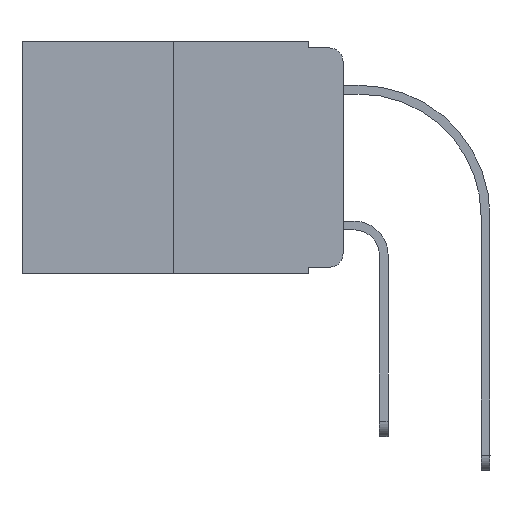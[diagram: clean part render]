
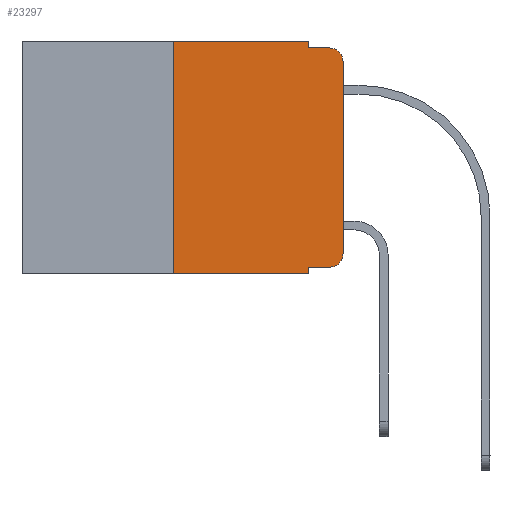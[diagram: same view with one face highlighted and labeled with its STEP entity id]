
A CAD part, left-side view. The second image highlights one B-rep face of the part: STEP entity #23297.
In plain terms, the highlighted planar face has unit normal (-1, 0, 0).
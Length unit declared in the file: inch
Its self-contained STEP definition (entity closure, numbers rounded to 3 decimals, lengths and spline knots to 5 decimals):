
#41 = CARTESIAN_POINT ( 'NONE',  ( 0., 0.473, 0. ) ) ;
#303 = ORIENTED_EDGE ( 'NONE', *, *, #11970, .T. ) ;
#1057 = ORIENTED_EDGE ( 'NONE', *, *, #9149, .F. ) ;
#1080 = VECTOR ( 'NONE', #23637, 39.37008 ) ;
#1147 = DIRECTION ( 'NONE',  ( 0., 0., 1. ) ) ;
#1237 = CARTESIAN_POINT ( 'NONE',  ( 0., 0.25, -0.343 ) ) ;
#1508 = EDGE_CURVE ( 'NONE', #23753, #22548, #12851, .T. ) ;
#1894 = EDGE_CURVE ( 'NONE', #22548, #15234, #3950, .T. ) ;
#2171 = EDGE_CURVE ( 'NONE', #9374, #9299, #19902, .T. ) ;
#2532 = VERTEX_POINT ( 'NONE', #25160 ) ;
#2646 = CARTESIAN_POINT ( 'NONE',  ( 0., 0.473, 0. ) ) ;
#2788 = LINE ( 'NONE', #2646, #12654 ) ;
#2950 = EDGE_LOOP ( 'NONE', ( #15752, #11923, #20630, #1057, #16659, #14834, #303, #15383, #16272, #7119 ) ) ;
#3086 = LINE ( 'NONE', #12632, #3388 ) ;
#3281 = DIRECTION ( 'NONE',  ( -1., 0., 0. ) ) ;
#3388 = VECTOR ( 'NONE', #20514, 39.37008 ) ;
#3622 = VECTOR ( 'NONE', #8561, 39.37008 ) ;
#3642 = VERTEX_POINT ( 'NONE', #7894 ) ;
#3873 = VECTOR ( 'NONE', #15053, 39.37008 ) ;
#3950 = CIRCLE ( 'NONE', #14661, 0.02 ) ;
#4446 = LINE ( 'NONE', #10624, #3622 ) ;
#5137 = VECTOR ( 'NONE', #16591, 39.37008 ) ;
#5251 = LINE ( 'NONE', #11437, #3873 ) ;
#5455 = CARTESIAN_POINT ( 'NONE',  ( 0., 0.25, 0. ) ) ;
#7119 = ORIENTED_EDGE ( 'NONE', *, *, #22600, .T. ) ;
#7134 = DIRECTION ( 'NONE',  ( 0., 0., -1. ) ) ;
#7145 = AXIS2_PLACEMENT_3D ( 'NONE', #41, #8144, #23872 ) ;
#7303 = CARTESIAN_POINT ( 'NONE',  ( 0., 0., 0. ) ) ;
#7358 = VERTEX_POINT ( 'NONE', #23329 ) ;
#7758 = FACE_OUTER_BOUND ( 'NONE', #2950, .T. ) ;
#7894 = CARTESIAN_POINT ( 'NONE',  ( 0., 0.051, -0.343 ) ) ;
#8144 = DIRECTION ( 'NONE',  ( 1., 0., 0. ) ) ;
#8369 = CARTESIAN_POINT ( 'NONE',  ( 0., 0.02, -0.313 ) ) ;
#8561 = DIRECTION ( 'NONE',  ( 0., 0., -1. ) ) ;
#9149 = EDGE_CURVE ( 'NONE', #20506, #7358, #4446, .T. ) ;
#9299 = VERTEX_POINT ( 'NONE', #5455 ) ;
#9374 = VERTEX_POINT ( 'NONE', #1237 ) ;
#9972 = CARTESIAN_POINT ( 'NONE',  ( 0., 0.25, 0. ) ) ;
#10401 = CIRCLE ( 'NONE', #22785, 0.02 ) ;
#10624 = CARTESIAN_POINT ( 'NONE',  ( 0., 0.051, 0. ) ) ;
#11437 = CARTESIAN_POINT ( 'NONE',  ( 0., 0.473, -0.343 ) ) ;
#11923 = ORIENTED_EDGE ( 'NONE', *, *, #1894, .T. ) ;
#11970 = EDGE_CURVE ( 'NONE', #9374, #3642, #5251, .T. ) ;
#12061 = DIRECTION ( 'NONE',  ( 0., -1., 0. ) ) ;
#12275 = VECTOR ( 'NONE', #1147, 39.37008 ) ;
#12632 = CARTESIAN_POINT ( 'NONE',  ( 0., 0.051, 0. ) ) ;
#12654 = VECTOR ( 'NONE', #12061, 39.37008 ) ;
#12851 = LINE ( 'NONE', #7303, #12275 ) ;
#13210 = CARTESIAN_POINT ( 'NONE',  ( 0., 0.02, -0.01 ) ) ;
#14305 = EDGE_CURVE ( 'NONE', #7358, #15234, #20804, .T. ) ;
#14661 = AXIS2_PLACEMENT_3D ( 'NONE', #20711, #3281, #7134 ) ;
#14834 = ORIENTED_EDGE ( 'NONE', *, *, #2171, .F. ) ;
#15053 = DIRECTION ( 'NONE',  ( 0., -1., 0. ) ) ;
#15148 = VERTEX_POINT ( 'NONE', #17000 ) ;
#15234 = VERTEX_POINT ( 'NONE', #13210 ) ;
#15383 = ORIENTED_EDGE ( 'NONE', *, *, #21440, .F. ) ;
#15752 = ORIENTED_EDGE ( 'NONE', *, *, #1508, .T. ) ;
#16272 = ORIENTED_EDGE ( 'NONE', *, *, #24392, .T. ) ;
#16467 = CARTESIAN_POINT ( 'NONE',  ( 0., 0.051, -0.333 ) ) ;
#16591 = DIRECTION ( 'NONE',  ( 0., -1., 0. ) ) ;
#16659 = ORIENTED_EDGE ( 'NONE', *, *, #16871, .F. ) ;
#16871 = EDGE_CURVE ( 'NONE', #9299, #20506, #2788, .T. ) ;
#16925 = VECTOR ( 'NONE', #20947, 39.37008 ) ;
#16968 = CARTESIAN_POINT ( 'NONE',  ( 0., 0.051, -0.01 ) ) ;
#17000 = CARTESIAN_POINT ( 'NONE',  ( 0., 0.02, -0.333 ) ) ;
#19869 = DIRECTION ( 'NONE',  ( -1., 0., 0. ) ) ;
#19885 = PLANE ( 'NONE',  #7145 ) ;
#19902 = LINE ( 'NONE', #9972, #1080 ) ;
#20506 = VERTEX_POINT ( 'NONE', #20581 ) ;
#20514 = DIRECTION ( 'NONE',  ( 0., 0., -1. ) ) ;
#20581 = CARTESIAN_POINT ( 'NONE',  ( 0., 0.051, 0. ) ) ;
#20630 = ORIENTED_EDGE ( 'NONE', *, *, #14305, .F. ) ;
#20711 = CARTESIAN_POINT ( 'NONE',  ( 0., 0.02, -0.03 ) ) ;
#20804 = LINE ( 'NONE', #16968, #16925 ) ;
#20947 = DIRECTION ( 'NONE',  ( 0., -1., 0. ) ) ;
#21440 = EDGE_CURVE ( 'NONE', #2532, #3642, #3086, .T. ) ;
#22018 = CARTESIAN_POINT ( 'NONE',  ( 0., 0., -0.313 ) ) ;
#22063 = DIRECTION ( 'NONE',  ( 0., 0., -1. ) ) ;
#22548 = VERTEX_POINT ( 'NONE', #23732 ) ;
#22600 = EDGE_CURVE ( 'NONE', #15148, #23753, #10401, .T. ) ;
#22785 = AXIS2_PLACEMENT_3D ( 'NONE', #8369, #19869, #22063 ) ;
#22893 = LINE ( 'NONE', #16467, #5137 ) ;
#23297 = ADVANCED_FACE ( 'NONE', ( #7758 ), #19885, .F. ) ;
#23329 = CARTESIAN_POINT ( 'NONE',  ( 0., 0.051, -0.01 ) ) ;
#23637 = DIRECTION ( 'NONE',  ( 0., 0., 1. ) ) ;
#23732 = CARTESIAN_POINT ( 'NONE',  ( 0., 0., -0.03 ) ) ;
#23753 = VERTEX_POINT ( 'NONE', #22018 ) ;
#23872 = DIRECTION ( 'NONE',  ( 0., 0., -1. ) ) ;
#24392 = EDGE_CURVE ( 'NONE', #2532, #15148, #22893, .T. ) ;
#25160 = CARTESIAN_POINT ( 'NONE',  ( 0., 0.051, -0.333 ) ) ;
